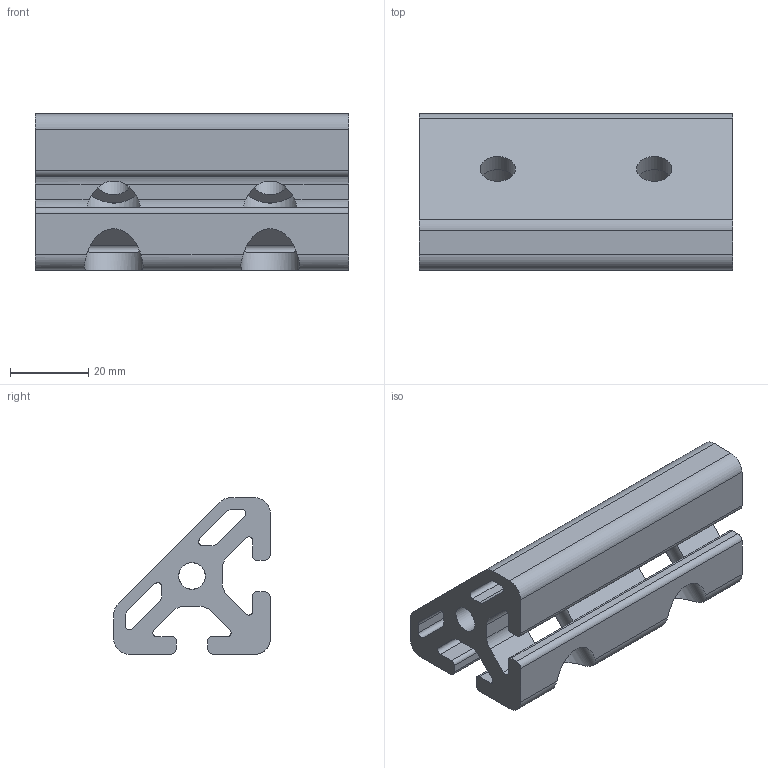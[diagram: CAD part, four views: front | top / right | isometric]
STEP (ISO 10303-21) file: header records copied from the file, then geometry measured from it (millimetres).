
FILE_DESCRIPTION(('STEP AP203'),'1');
FILE_NAME('FIXE08E1852.stp','2023-10-03T09:11:39',(' '),(' '),'Spatial InterOp 3D',' ',' ');
FILE_SCHEMA(('CONFIG_CONTROL_DESIGN'));
Length unit declared in the file: millimetre
Products named in the file (1): Profilé d'angle 8 T2-80
Bounding box: 80 x 40 x 40 mm (x, y, z)
Volume: 52454.8 mm3; surface area: 25403.6 mm2
Topology: 1 solids, 1 shells, 91 faces, 310 edges, 207 vertices
Faces by surface type: cylinder 46, plane 45
Full cylindrical faces by diameter (mm): 6.8 x3, 9 x2, 15 x2
Entity records: 3964 total; most frequent: CARTESIAN_POINT 1162, ORIENTED_EDGE 584, DIRECTION 528, EDGE_CURVE 292, VERTEX_POINT 198, AXIS2_PLACEMENT_3D 184, LINE 160, VECTOR 160
